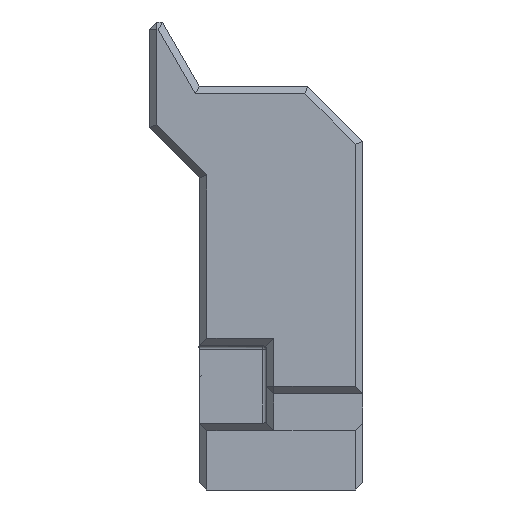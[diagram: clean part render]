
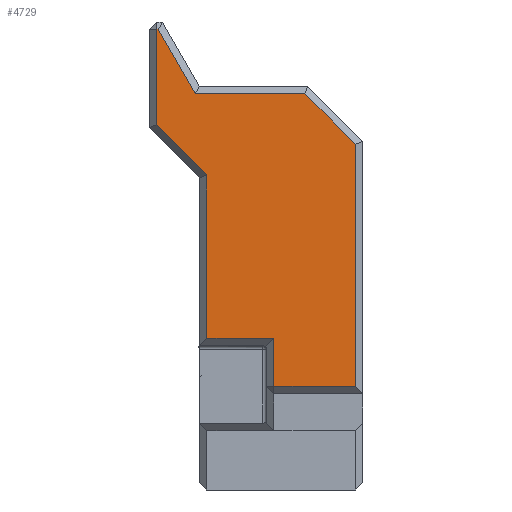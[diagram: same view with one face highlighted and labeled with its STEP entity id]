
A CAD part, front view. The second image highlights one B-rep face of the part: STEP entity #4729.
In plain terms, the highlighted planar face has unit normal (0, -1, 0).
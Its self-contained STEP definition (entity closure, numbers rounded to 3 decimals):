
#42 = CARTESIAN_POINT ( 'NONE',  ( -0.96, -40.1, 0.4 ) ) ;
#106 = CARTESIAN_POINT ( 'NONE',  ( -1.36, -40.1, 0. ) ) ;
#126 = VECTOR ( 'NONE', #6974, 1000. ) ;
#212 = LINE ( 'NONE', #4883, #7250 ) ;
#225 = DIRECTION ( 'NONE',  ( 0.707, 0., 0.707 ) ) ;
#346 = CARTESIAN_POINT ( 'NONE',  ( 5.237, -40.1, -6.597 ) ) ;
#471 = ORIENTED_EDGE ( 'NONE', *, *, #7398, .T. ) ;
#630 = DIRECTION ( 'NONE',  ( 0., 0., 1. ) ) ;
#724 = LINE ( 'NONE', #767, #3446 ) ;
#736 = CARTESIAN_POINT ( 'NONE',  ( 18.5, -40.1, 11.645 ) ) ;
#744 = VECTOR ( 'NONE', #4785, 1000. ) ;
#767 = CARTESIAN_POINT ( 'NONE',  ( 18.7, -40.1, 11.267 ) ) ;
#842 = VERTEX_POINT ( 'NONE', #4389 ) ;
#1085 = EDGE_CURVE ( 'NONE', #5148, #1291, #3754, .T. ) ;
#1215 = VECTOR ( 'NONE', #4340, 1000. ) ;
#1291 = VERTEX_POINT ( 'NONE', #4239 ) ;
#1326 = ORIENTED_EDGE ( 'NONE', *, *, #3951, .T. ) ;
#1350 = LINE ( 'NONE', #3532, #3334 ) ;
#1579 = VECTOR ( 'NONE', #225, 1000. ) ;
#1680 = EDGE_CURVE ( 'NONE', #2513, #5271, #4584, .T. ) ;
#1791 = CARTESIAN_POINT ( 'NONE',  ( -0.96, -40.1, 4.85 ) ) ;
#2075 = VERTEX_POINT ( 'NONE', #3109 ) ;
#2124 = CARTESIAN_POINT ( 'NONE',  ( -0.96, -40.1, 0. ) ) ;
#2379 = ORIENTED_EDGE ( 'NONE', *, *, #1085, .T. ) ;
#2445 = CARTESIAN_POINT ( 'NONE',  ( -1.36, -40.1, 8.5 ) ) ;
#2513 = VERTEX_POINT ( 'NONE', #42 ) ;
#2532 = VERTEX_POINT ( 'NONE', #1791 ) ;
#2574 = VERTEX_POINT ( 'NONE', #2847 ) ;
#2631 = DIRECTION ( 'NONE',  ( 1., 0., 0. ) ) ;
#2711 = EDGE_LOOP ( 'NONE', ( #1326, #2855, #3465, #2771, #4461, #7577, #4035, #2379, #6750, #471, #2986 ) ) ;
#2771 = ORIENTED_EDGE ( 'NONE', *, *, #3653, .T. ) ;
#2847 = CARTESIAN_POINT ( 'NONE',  ( 1.66, -40.1, 8.5 ) ) ;
#2855 = ORIENTED_EDGE ( 'NONE', *, *, #7296, .T. ) ;
#2986 = ORIENTED_EDGE ( 'NONE', *, *, #6315, .T. ) ;
#3072 = FACE_OUTER_BOUND ( 'NONE', #2711, .T. ) ;
#3109 = CARTESIAN_POINT ( 'NONE',  ( 15., -40.1, 9.131 ) ) ;
#3334 = VECTOR ( 'NONE', #630, 1000. ) ;
#3446 = VECTOR ( 'NONE', #5371, 1000. ) ;
#3465 = ORIENTED_EDGE ( 'NONE', *, *, #1680, .T. ) ;
#3532 = CARTESIAN_POINT ( 'NONE',  ( 15., -40.1, 0. ) ) ;
#3596 = VERTEX_POINT ( 'NONE', #7141 ) ;
#3653 = EDGE_CURVE ( 'NONE', #5271, #3596, #5596, .T. ) ;
#3754 = LINE ( 'NONE', #5418, #1215 ) ;
#3857 = LINE ( 'NONE', #5514, #7534 ) ;
#3951 = EDGE_CURVE ( 'NONE', #842, #2532, #212, .T. ) ;
#4035 = ORIENTED_EDGE ( 'NONE', *, *, #5318, .T. ) ;
#4072 = CARTESIAN_POINT ( 'NONE',  ( 12.234, -40.1, 0.4 ) ) ;
#4120 = EDGE_CURVE ( 'NONE', #2075, #7304, #724, .T. ) ;
#4239 = CARTESIAN_POINT ( 'NONE',  ( 13.311, -40.1, 11.245 ) ) ;
#4282 = EDGE_CURVE ( 'NONE', #1291, #5427, #6570, .T. ) ;
#4287 = CARTESIAN_POINT ( 'NONE',  ( 10.683, -40.1, 8.617 ) ) ;
#4340 = DIRECTION ( 'NONE',  ( -1., 0., 0. ) ) ;
#4389 = CARTESIAN_POINT ( 'NONE',  ( 1.66, -40.1, 4.85 ) ) ;
#4446 = VECTOR ( 'NONE', #6081, 1000. ) ;
#4461 = ORIENTED_EDGE ( 'NONE', *, *, #6959, .T. ) ;
#4584 = LINE ( 'NONE', #6944, #126 ) ;
#4729 = ADVANCED_FACE ( 'NONE', ( #3072 ), #7202, .T. ) ;
#4785 = DIRECTION ( 'NONE',  ( -0.707, 0., -0.707 ) ) ;
#4883 = CARTESIAN_POINT ( 'NONE',  ( -1.36, -40.1, 4.85 ) ) ;
#5148 = VERTEX_POINT ( 'NONE', #5845 ) ;
#5271 = VERTEX_POINT ( 'NONE', #4072 ) ;
#5318 = EDGE_CURVE ( 'NONE', #7304, #5148, #5384, .T. ) ;
#5359 = DIRECTION ( 'NONE',  ( 0., -1., 0. ) ) ;
#5365 = LINE ( 'NONE', #2445, #6800 ) ;
#5371 = DIRECTION ( 'NONE',  ( 0.866, 0., 0.5 ) ) ;
#5384 = LINE ( 'NONE', #736, #7257 ) ;
#5418 = CARTESIAN_POINT ( 'NONE',  ( 13.145, -40.1, 11.245 ) ) ;
#5427 = VERTEX_POINT ( 'NONE', #6783 ) ;
#5461 = CARTESIAN_POINT ( 'NONE',  ( 18.5, -40.1, 11.152 ) ) ;
#5498 = LINE ( 'NONE', #2124, #4446 ) ;
#5514 = CARTESIAN_POINT ( 'NONE',  ( 1.66, -40.1, 0. ) ) ;
#5596 = LINE ( 'NONE', #346, #1579 ) ;
#5845 = CARTESIAN_POINT ( 'NONE',  ( 18.5, -40.1, 11.245 ) ) ;
#6081 = DIRECTION ( 'NONE',  ( 0., 0., -1. ) ) ;
#6315 = EDGE_CURVE ( 'NONE', #2574, #842, #3857, .T. ) ;
#6570 = LINE ( 'NONE', #4287, #744 ) ;
#6576 = DIRECTION ( 'NONE',  ( -1., 0., 0. ) ) ;
#6668 = DIRECTION ( 'NONE',  ( 0., 0., 1. ) ) ;
#6750 = ORIENTED_EDGE ( 'NONE', *, *, #4282, .T. ) ;
#6777 = AXIS2_PLACEMENT_3D ( 'NONE', #106, #5359, #2631 ) ;
#6783 = CARTESIAN_POINT ( 'NONE',  ( 10.566, -40.1, 8.5 ) ) ;
#6800 = VECTOR ( 'NONE', #7136, 1000. ) ;
#6829 = DIRECTION ( 'NONE',  ( 0., 0., -1. ) ) ;
#6944 = CARTESIAN_POINT ( 'NONE',  ( 12.4, -40.1, 0.4 ) ) ;
#6959 = EDGE_CURVE ( 'NONE', #3596, #2075, #1350, .T. ) ;
#6974 = DIRECTION ( 'NONE',  ( 1., 0., 0. ) ) ;
#7136 = DIRECTION ( 'NONE',  ( -1., 0., 0. ) ) ;
#7141 = CARTESIAN_POINT ( 'NONE',  ( 15., -40.1, 3.166 ) ) ;
#7202 = PLANE ( 'NONE',  #6777 ) ;
#7250 = VECTOR ( 'NONE', #6576, 1000. ) ;
#7257 = VECTOR ( 'NONE', #6668, 1000. ) ;
#7296 = EDGE_CURVE ( 'NONE', #2532, #2513, #5498, .T. ) ;
#7304 = VERTEX_POINT ( 'NONE', #5461 ) ;
#7398 = EDGE_CURVE ( 'NONE', #5427, #2574, #5365, .T. ) ;
#7534 = VECTOR ( 'NONE', #6829, 1000. ) ;
#7577 = ORIENTED_EDGE ( 'NONE', *, *, #4120, .T. ) ;
